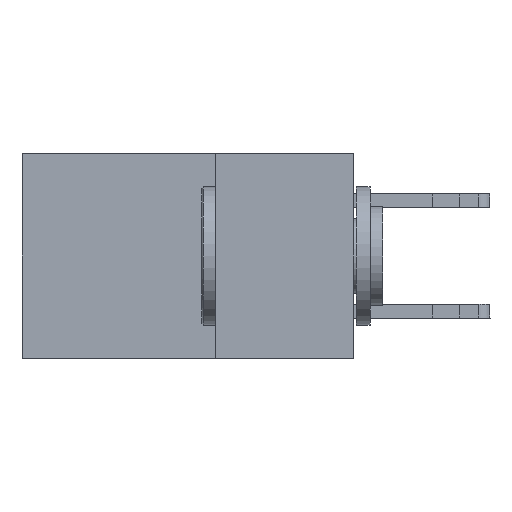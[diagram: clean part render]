
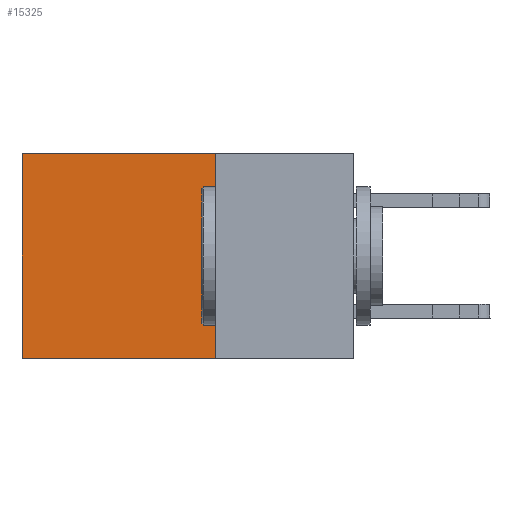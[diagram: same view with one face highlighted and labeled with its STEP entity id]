
A CAD part, left-side view. The second image highlights one B-rep face of the part: STEP entity #15325.
In plain terms, the highlighted planar face has unit normal (-1, 0, 0).
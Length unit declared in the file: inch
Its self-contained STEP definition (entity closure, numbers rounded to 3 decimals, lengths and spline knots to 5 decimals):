
#1117 = EDGE_CURVE ( 'NONE', #16592, #8100, #2279, .T. ) ;
#2188 = AXIS2_PLACEMENT_3D ( 'NONE', #4901, #8449, #20452 ) ;
#2279 = LINE ( 'NONE', #6969, #5885 ) ;
#3126 = PLANE ( 'NONE',  #2188 ) ;
#4090 = CARTESIAN_POINT ( 'NONE',  ( 0.2875, 0.6, 0. ) ) ;
#4296 = DIRECTION ( 'NONE',  ( 0., 0., -1. ) ) ;
#4855 = CARTESIAN_POINT ( 'NONE',  ( 0.2875, 0.25, -0.37 ) ) ;
#4901 = CARTESIAN_POINT ( 'NONE',  ( 0.2875, 0.25, 0. ) ) ;
#5717 = CARTESIAN_POINT ( 'NONE',  ( 0.2875, 0.25, 0. ) ) ;
#5885 = VECTOR ( 'NONE', #6994, 39.37008 ) ;
#6763 = LINE ( 'NONE', #21543, #10792 ) ;
#6969 = CARTESIAN_POINT ( 'NONE',  ( 0.2875, 0.25, -0.37 ) ) ;
#6994 = DIRECTION ( 'NONE',  ( 0., 1., 0. ) ) ;
#7223 = CARTESIAN_POINT ( 'NONE',  ( 0.2875, 0.6, -0.37 ) ) ;
#8100 = VERTEX_POINT ( 'NONE', #7223 ) ;
#8449 = DIRECTION ( 'NONE',  ( 1., 0., 0. ) ) ;
#9076 = VECTOR ( 'NONE', #17758, 39.37008 ) ;
#9501 = ORIENTED_EDGE ( 'NONE', *, *, #20853, .T. ) ;
#9782 = EDGE_LOOP ( 'NONE', ( #9501, #21404, #17797, #17373 ) ) ;
#10792 = VECTOR ( 'NONE', #4296, 39.37008 ) ;
#12400 = VERTEX_POINT ( 'NONE', #4090 ) ;
#12556 = CARTESIAN_POINT ( 'NONE',  ( 0.2875, 0.25, 0. ) ) ;
#12927 = VERTEX_POINT ( 'NONE', #5717 ) ;
#13637 = LINE ( 'NONE', #12556, #9076 ) ;
#15325 = ADVANCED_FACE ( 'NONE', ( #16660 ), #3126, .F. ) ;
#15333 = CARTESIAN_POINT ( 'NONE',  ( 0.2875, 0.25, 0. ) ) ;
#15361 = EDGE_CURVE ( 'NONE', #12927, #16592, #16128, .T. ) ;
#16128 = LINE ( 'NONE', #15333, #20157 ) ;
#16592 = VERTEX_POINT ( 'NONE', #4855 ) ;
#16660 = FACE_OUTER_BOUND ( 'NONE', #9782, .T. ) ;
#16878 = EDGE_CURVE ( 'NONE', #12927, #12400, #13637, .T. ) ;
#17373 = ORIENTED_EDGE ( 'NONE', *, *, #16878, .T. ) ;
#17758 = DIRECTION ( 'NONE',  ( 0., 1., 0. ) ) ;
#17797 = ORIENTED_EDGE ( 'NONE', *, *, #15361, .F. ) ;
#20157 = VECTOR ( 'NONE', #20526, 39.37008 ) ;
#20452 = DIRECTION ( 'NONE',  ( 0., 0., -1. ) ) ;
#20526 = DIRECTION ( 'NONE',  ( 0., 0., -1. ) ) ;
#20853 = EDGE_CURVE ( 'NONE', #12400, #8100, #6763, .T. ) ;
#21404 = ORIENTED_EDGE ( 'NONE', *, *, #1117, .F. ) ;
#21543 = CARTESIAN_POINT ( 'NONE',  ( 0.2875, 0.6, 0. ) ) ;
